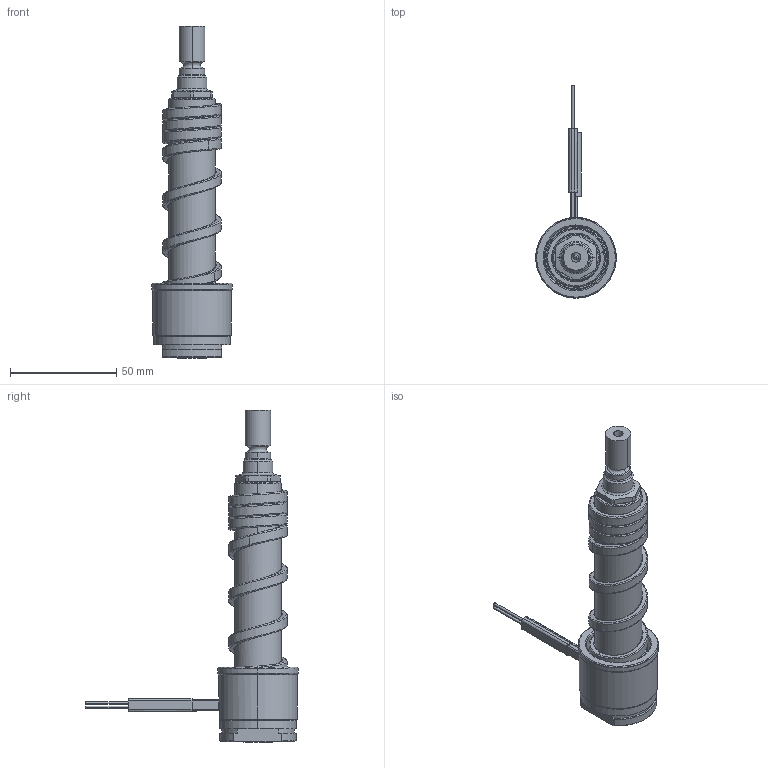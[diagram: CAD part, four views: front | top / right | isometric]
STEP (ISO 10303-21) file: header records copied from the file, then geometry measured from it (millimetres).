
FILE_DESCRIPTION((''),'2;1');
FILE_NAME('LS-136-BEU-H','2014-02-27T',('Íàòàëüÿ'),('IMID'),'PRO/ENGINEER BY PARAMETRIC TECHNOLOGY CORPORATION, 2010180','PRO/ENGINEER BY PARAMETRIC TECHNOLOGY CORPORATION, 2010180','');
FILE_SCHEMA(('CONFIG_CONTROL_DESIGN'));
Length unit declared in the file: millimetre
Products named in the file (1): LS-136-BEU-H
Bounding box: 38 x 100 x 156.2 mm (x, y, z)
Volume: 71433.7 mm3; surface area: 32509.8 mm2
Topology: 1 solids, 9 shells, 343 faces, 878 edges, 528 vertices
Faces by surface type: cylinder 108, cone 68, bspline 66, plane 51, torus 31, revolution 9, extrusion 8, sphere 2
Entity records: 19450 total; most frequent: CARTESIAN_POINT 11596, ORIENTED_EDGE 1716, DIRECTION 1491, EDGE_CURVE 870, AXIS2_PLACEMENT_3D 593, VERTEX_POINT 528, EDGE_LOOP 366, FACE_OUTER_BOUND 343
